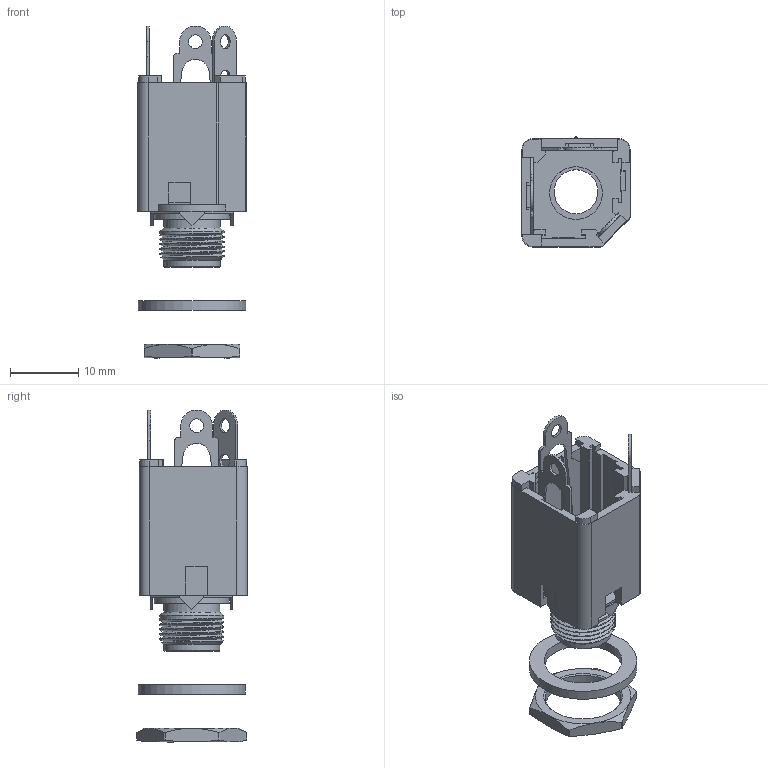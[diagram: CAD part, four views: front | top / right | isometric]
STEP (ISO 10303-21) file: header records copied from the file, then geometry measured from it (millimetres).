
FILE_DESCRIPTION((''),'2;1');
FILE_NAME('ACJS-MVS-3.stp','2013-03-19T09:34:31',('minh'),(''),'Autodesk Inventor 2012','Autodesk Inventor 2012','');
FILE_SCHEMA(('AUTOMOTIVE_DESIGN { 1 0 10303 214 1 1 1 1 }'));
Length unit declared in the file: millimetre
Products named in the file (4): ACJS-MVS-3; ACJS-LNS-3; Washer 2; NUT
Assembly tree (3 placements, depth 2):
  ACJS-MVS-3
    ACJS-LNS-3
    Washer 2
    NUT
Bounding box: 15.8 x 16.14 x 48.55 mm (x, y, z)
Volume: 2156.1 mm3; surface area: 4639.9 mm2
Topology: 3 solids, 3 shells, 259 faces, 748 edges, 489 vertices
Faces by surface type: plane 182, cylinder 55, cone 18, bspline 4
Full cylindrical faces by diameter (mm): 2 x4, 6.43 x1, 7.7 x1, 8.2 x2, 11 x1, 11.113 x1, 11.4 x1, 15.7 x1
Entity records: 9833 total; most frequent: CARTESIAN_POINT 3002, ORIENTED_EDGE 1454, DIRECTION 1310, EDGE_CURVE 727, VECTOR 538, LINE 538, VERTEX_POINT 486, AXIS2_PLACEMENT_3D 386
